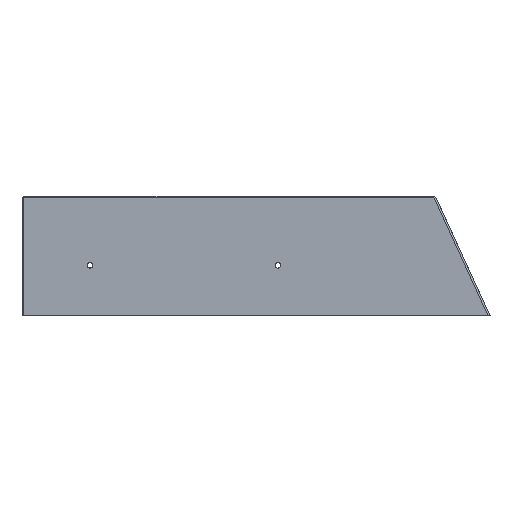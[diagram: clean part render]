
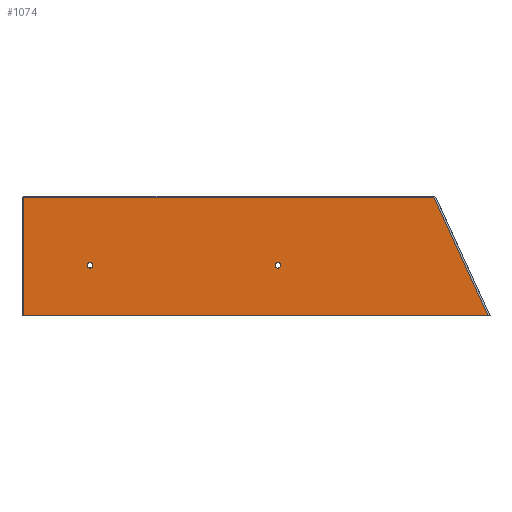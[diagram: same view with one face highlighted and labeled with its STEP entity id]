
A CAD part, left-side view. The second image highlights one B-rep face of the part: STEP entity #1074.
In plain terms, the highlighted planar face has unit normal (-1, 0, 0).
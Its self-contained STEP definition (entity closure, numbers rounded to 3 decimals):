
#40=FACE_BOUND('',#196,.T.);
#41=FACE_BOUND('',#197,.T.);
#69=CIRCLE('',#1176,1.5);
#70=CIRCLE('',#1177,1.5);
#123=FACE_OUTER_BOUND('',#195,.T.);
#195=EDGE_LOOP('',(#939,#940,#941,#942));
#196=EDGE_LOOP('',(#943));
#197=EDGE_LOOP('',(#944));
#304=LINE('',#1741,#422);
#310=LINE('',#1754,#428);
#312=LINE('',#1757,#430);
#316=LINE('',#1765,#434);
#422=VECTOR('',#1428,10.);
#428=VECTOR('',#1440,10.);
#430=VECTOR('',#1444,10.);
#434=VECTOR('',#1456,10.);
#526=VERTEX_POINT('',#1735);
#527=VERTEX_POINT('',#1739);
#528=VERTEX_POINT('',#1743);
#531=VERTEX_POINT('',#1752);
#532=VERTEX_POINT('',#1767);
#533=VERTEX_POINT('',#1769);
#660=EDGE_CURVE('',#526,#527,#304,.T.);
#666=EDGE_CURVE('',#531,#528,#310,.T.);
#668=EDGE_CURVE('',#528,#526,#312,.T.);
#672=EDGE_CURVE('',#527,#531,#316,.F.);
#673=EDGE_CURVE('',#532,#532,#69,.T.);
#674=EDGE_CURVE('',#533,#533,#70,.T.);
#939=ORIENTED_EDGE('',*,*,#666,.F.);
#940=ORIENTED_EDGE('',*,*,#672,.F.);
#941=ORIENTED_EDGE('',*,*,#660,.F.);
#942=ORIENTED_EDGE('',*,*,#668,.F.);
#943=ORIENTED_EDGE('',*,*,#673,.T.);
#944=ORIENTED_EDGE('',*,*,#674,.T.);
#1020=PLANE('',#1175);
#1074=ADVANCED_FACE('',(#123,#40,#41),#1020,.F.);
#1175=AXIS2_PLACEMENT_3D('',#1766,#1457,#1458);
#1176=AXIS2_PLACEMENT_3D('',#1768,#1459,#1460);
#1177=AXIS2_PLACEMENT_3D('',#1770,#1461,#1462);
#1428=DIRECTION('',(0.,-0.416,-0.909));
#1440=DIRECTION('',(0.,0.,1.));
#1444=DIRECTION('',(0.,-1.,0.));
#1456=DIRECTION('',(0.,-1.,0.));
#1457=DIRECTION('center_axis',(1.,0.,0.));
#1458=DIRECTION('ref_axis',(0.,0.,-1.));
#1459=DIRECTION('center_axis',(1.,0.,0.));
#1460=DIRECTION('ref_axis',(0.,1.,0.));
#1461=DIRECTION('center_axis',(1.,0.,0.));
#1462=DIRECTION('ref_axis',(0.,1.,0.));
#1735=CARTESIAN_POINT('',(182.5,389.164,574.318));
#1739=CARTESIAN_POINT('',(182.5,360.409,511.485));
#1741=CARTESIAN_POINT('',(182.5,396.247,589.795));
#1743=CARTESIAN_POINT('',(182.5,607.478,574.318));
#1752=CARTESIAN_POINT('',(182.5,607.478,511.485));
#1754=CARTESIAN_POINT('',(182.5,607.478,530.985));
#1757=CARTESIAN_POINT('',(182.5,557.728,574.318));
#1765=CARTESIAN_POINT('',(182.5,456.478,511.485));
#1766=CARTESIAN_POINT('Origin',(182.5,506.978,550.485));
#1767=CARTESIAN_POINT('',(182.5,470.772,538.468));
#1768=CARTESIAN_POINT('Origin',(182.5,472.272,538.468));
#1769=CARTESIAN_POINT('',(182.5,570.772,538.468));
#1770=CARTESIAN_POINT('Origin',(182.5,572.272,538.468));
